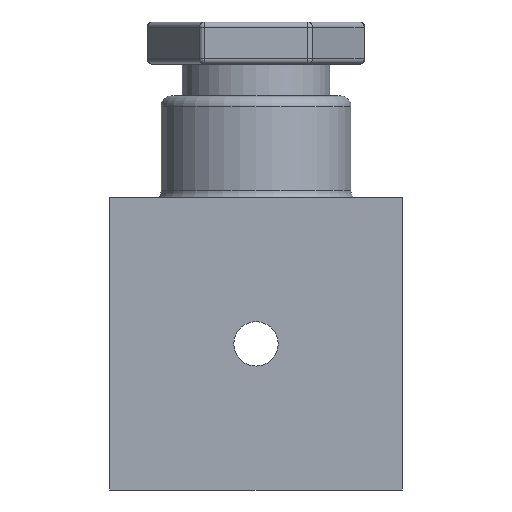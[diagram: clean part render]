
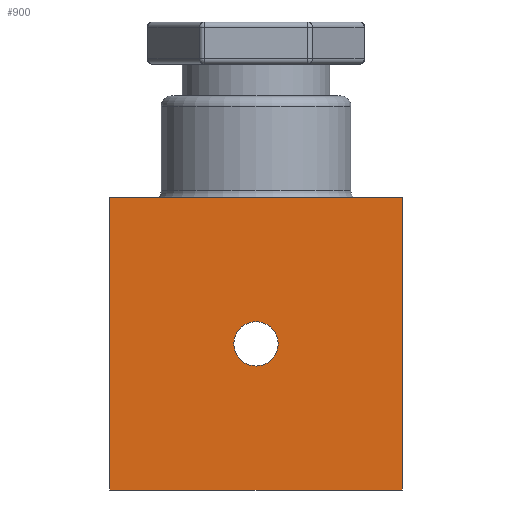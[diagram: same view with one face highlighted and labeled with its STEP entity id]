
A CAD part, front view. The second image highlights one B-rep face of the part: STEP entity #900.
In plain terms, the highlighted planar face has unit normal (0, -1, 0).
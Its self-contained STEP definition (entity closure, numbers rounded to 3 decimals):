
#32 = VECTOR ( 'NONE', #2317, 1000. ) ;
#35 = AXIS2_PLACEMENT_3D ( 'NONE', #2222, #2444, #1960 ) ;
#47 = CARTESIAN_POINT ( 'NONE',  ( -0.35, -2.8, 0.35 ) ) ;
#75 = CIRCLE ( 'NONE', #1933, 2.1 ) ;
#87 = DIRECTION ( 'NONE',  ( 0., 1., 0. ) ) ;
#103 = LINE ( 'NONE', #147, #2323 ) ;
#147 = CARTESIAN_POINT ( 'NONE',  ( -0.35, -2.8, -27.35 ) ) ;
#152 = AXIS2_PLACEMENT_3D ( 'NONE', #2295, #1397, #1417 ) ;
#175 = LINE ( 'NONE', #47, #32 ) ;
#292 = DIRECTION ( 'NONE',  ( -1., 0., 0. ) ) ;
#479 = CARTESIAN_POINT ( 'NONE',  ( 13.5, -2.8, -11.4 ) ) ;
#533 = DIRECTION ( 'NONE',  ( 0., 0., 1. ) ) ;
#547 = EDGE_CURVE ( 'NONE', #1065, #2123, #967, .T. ) ;
#588 = EDGE_CURVE ( 'NONE', #2413, #2158, #175, .T. ) ;
#636 = VERTEX_POINT ( 'NONE', #1407 ) ;
#661 = LINE ( 'NONE', #2583, #1104 ) ;
#689 = CARTESIAN_POINT ( 'NONE',  ( -0.35, -2.8, -27.35 ) ) ;
#762 = EDGE_CURVE ( 'NONE', #636, #913, #2895, .T. ) ;
#900 = ADVANCED_FACE ( 'NONE', ( #1249, #2395 ), #1761, .T. ) ;
#913 = VERTEX_POINT ( 'NONE', #1789 ) ;
#963 = VECTOR ( 'NONE', #2873, 1000. ) ;
#967 = CIRCLE ( 'NONE', #152, 2.1 ) ;
#1010 = ORIENTED_EDGE ( 'NONE', *, *, #2451, .T. ) ;
#1065 = VERTEX_POINT ( 'NONE', #1246 ) ;
#1104 = VECTOR ( 'NONE', #292, 1000. ) ;
#1246 = CARTESIAN_POINT ( 'NONE',  ( 13.5, -2.8, -15.6 ) ) ;
#1249 = FACE_BOUND ( 'NONE', #2499, .T. ) ;
#1397 = DIRECTION ( 'NONE',  ( 0., 1., 0. ) ) ;
#1407 = CARTESIAN_POINT ( 'NONE',  ( 27.35, -2.8, -27.35 ) ) ;
#1417 = DIRECTION ( 'NONE',  ( 0., 0., 1. ) ) ;
#1494 = DIRECTION ( 'NONE',  ( 1., 0., 0. ) ) ;
#1761 = PLANE ( 'NONE',  #35 ) ;
#1779 = ORIENTED_EDGE ( 'NONE', *, *, #1782, .T. ) ;
#1782 = EDGE_CURVE ( 'NONE', #2123, #1065, #75, .T. ) ;
#1784 = ORIENTED_EDGE ( 'NONE', *, *, #762, .T. ) ;
#1789 = CARTESIAN_POINT ( 'NONE',  ( 27.35, -2.8, 0.35 ) ) ;
#1873 = ORIENTED_EDGE ( 'NONE', *, *, #1965, .T. ) ;
#1933 = AXIS2_PLACEMENT_3D ( 'NONE', #2125, #87, #533 ) ;
#1960 = DIRECTION ( 'NONE',  ( 0., 0., -1. ) ) ;
#1965 = EDGE_CURVE ( 'NONE', #2158, #636, #103, .T. ) ;
#1974 = ORIENTED_EDGE ( 'NONE', *, *, #547, .T. ) ;
#2123 = VERTEX_POINT ( 'NONE', #479 ) ;
#2125 = CARTESIAN_POINT ( 'NONE',  ( 13.5, -2.8, -13.5 ) ) ;
#2158 = VERTEX_POINT ( 'NONE', #689 ) ;
#2222 = CARTESIAN_POINT ( 'NONE',  ( 0., -2.8, 0. ) ) ;
#2273 = ORIENTED_EDGE ( 'NONE', *, *, #588, .T. ) ;
#2274 = CARTESIAN_POINT ( 'NONE',  ( -0.35, -2.8, 0.35 ) ) ;
#2295 = CARTESIAN_POINT ( 'NONE',  ( 13.5, -2.8, -13.5 ) ) ;
#2317 = DIRECTION ( 'NONE',  ( 0., 0., -1. ) ) ;
#2323 = VECTOR ( 'NONE', #1494, 1000. ) ;
#2395 = FACE_OUTER_BOUND ( 'NONE', #2777, .T. ) ;
#2413 = VERTEX_POINT ( 'NONE', #2274 ) ;
#2444 = DIRECTION ( 'NONE',  ( 0., -1., 0. ) ) ;
#2451 = EDGE_CURVE ( 'NONE', #913, #2413, #661, .T. ) ;
#2499 = EDGE_LOOP ( 'NONE', ( #1779, #1974 ) ) ;
#2583 = CARTESIAN_POINT ( 'NONE',  ( -0.35, -2.8, 0.35 ) ) ;
#2648 = CARTESIAN_POINT ( 'NONE',  ( 27.35, -2.8, 0.35 ) ) ;
#2777 = EDGE_LOOP ( 'NONE', ( #2273, #1873, #1784, #1010 ) ) ;
#2873 = DIRECTION ( 'NONE',  ( 0., 0., 1. ) ) ;
#2895 = LINE ( 'NONE', #2648, #963 ) ;
